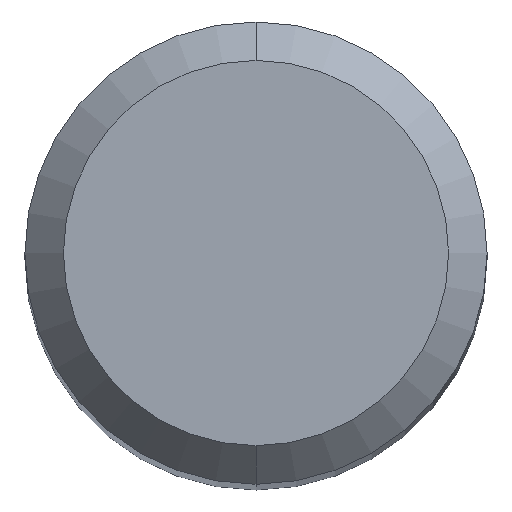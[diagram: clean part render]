
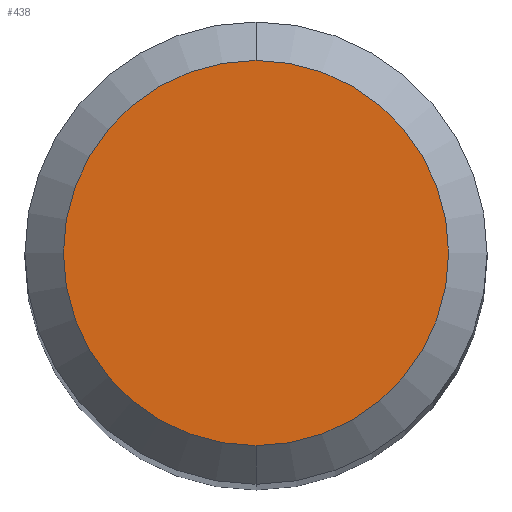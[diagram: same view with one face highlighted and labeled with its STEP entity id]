
A CAD part, top view. The second image highlights one B-rep face of the part: STEP entity #438.
In plain terms, the highlighted planar face has unit normal (0, 0, 1).
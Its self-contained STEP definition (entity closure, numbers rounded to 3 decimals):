
#68 = AXIS2_PLACEMENT_3D ( 'NONE', #129, #347, #132 ) ;
#101 = DIRECTION ( 'NONE',  ( 0., 0., -1. ) ) ;
#106 = AXIS2_PLACEMENT_3D ( 'NONE', #343, #101, #384 ) ;
#108 = PLANE ( 'NONE',  #68 ) ;
#129 = CARTESIAN_POINT ( 'NONE',  ( 0., 0., 57. ) ) ;
#132 = DIRECTION ( 'NONE',  ( 0., 1., 0. ) ) ;
#139 = DIRECTION ( 'NONE',  ( 0., 0., -1. ) ) ;
#145 = EDGE_LOOP ( 'NONE', ( #313, #423 ) ) ;
#168 = CARTESIAN_POINT ( 'NONE',  ( 0., 2.5, 57. ) ) ;
#186 = CIRCLE ( 'NONE', #367, 2.5 ) ;
#227 = EDGE_CURVE ( 'NONE', #344, #389, #186, .T. ) ;
#229 = CARTESIAN_POINT ( 'NONE',  ( 0., -2.5, 57. ) ) ;
#242 = FACE_OUTER_BOUND ( 'NONE', #145, .T. ) ;
#268 = DIRECTION ( 'NONE',  ( 0., 1., 0. ) ) ;
#277 = EDGE_CURVE ( 'NONE', #389, #344, #433, .T. ) ;
#313 = ORIENTED_EDGE ( 'NONE', *, *, #227, .F. ) ;
#343 = CARTESIAN_POINT ( 'NONE',  ( 0., 0., 57. ) ) ;
#344 = VERTEX_POINT ( 'NONE', #168 ) ;
#347 = DIRECTION ( 'NONE',  ( 0., 0., -1. ) ) ;
#367 = AXIS2_PLACEMENT_3D ( 'NONE', #405, #139, #268 ) ;
#384 = DIRECTION ( 'NONE',  ( 0., 1., 0. ) ) ;
#389 = VERTEX_POINT ( 'NONE', #229 ) ;
#405 = CARTESIAN_POINT ( 'NONE',  ( 0., 0., 57. ) ) ;
#423 = ORIENTED_EDGE ( 'NONE', *, *, #277, .F. ) ;
#433 = CIRCLE ( 'NONE', #106, 2.5 ) ;
#438 = ADVANCED_FACE ( 'NONE', ( #242 ), #108, .F. ) ;
